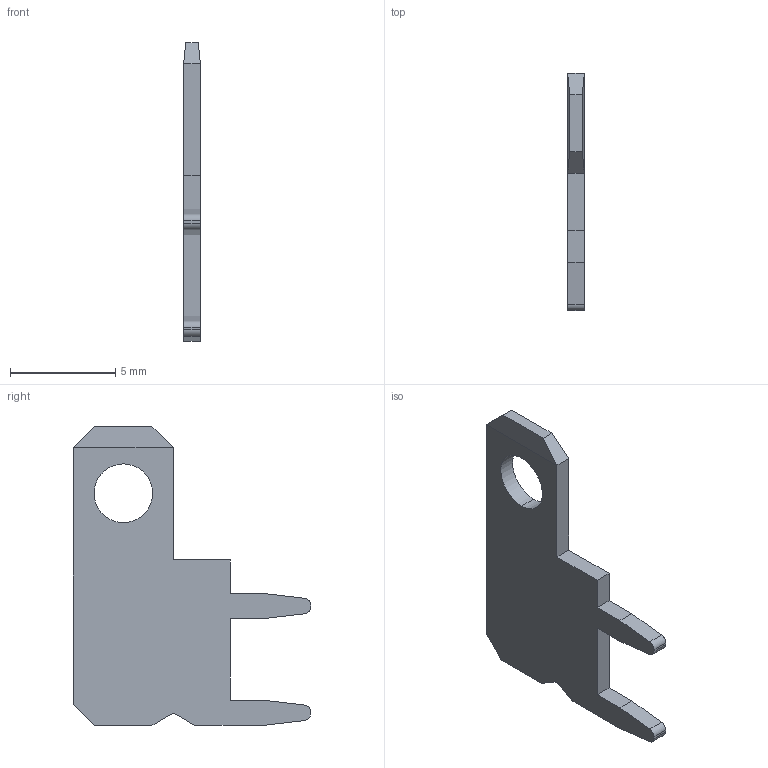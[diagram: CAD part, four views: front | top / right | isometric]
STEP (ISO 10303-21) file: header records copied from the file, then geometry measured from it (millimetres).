
FILE_DESCRIPTION((''),'2;1');
FILE_NAME('C-1217756-1','2014-01-21T',('workeradm'),('Tyco Electronics Ltd.'),'PRO/ENGINEER BY PARAMETRIC TECHNOLOGY CORPORATION, 2013050','PRO/ENGINEER BY PARAMETRIC TECHNOLOGY CORPORATION, 2013050','');
FILE_SCHEMA(('AUTOMOTIVE_DESIGN { 1 0 10303 214 1 1 1 1 }'));
Length unit declared in the file: millimetre
Products named in the file (1): C-1217756-1
Bounding box: 0.8 x 11.28 x 14.22 mm (x, y, z)
Volume: 70.5 mm3; surface area: 227.9 mm2
Topology: 1 solids, 1 shells, 33 faces, 89 edges, 58 vertices
Faces by surface type: plane 26, cylinder 7
Entity records: 1205 total; most frequent: CARTESIAN_POINT 182, ORIENTED_EDGE 178, DIRECTION 169, COLOUR_RGB 126, EDGE_CURVE 89, VECTOR 75, LINE 75, VERTEX_POINT 58
